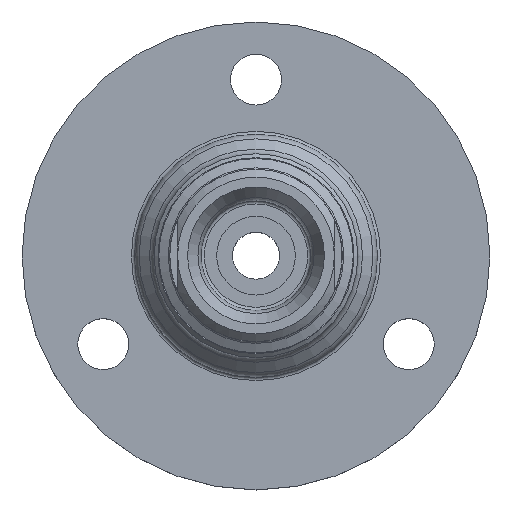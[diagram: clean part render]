
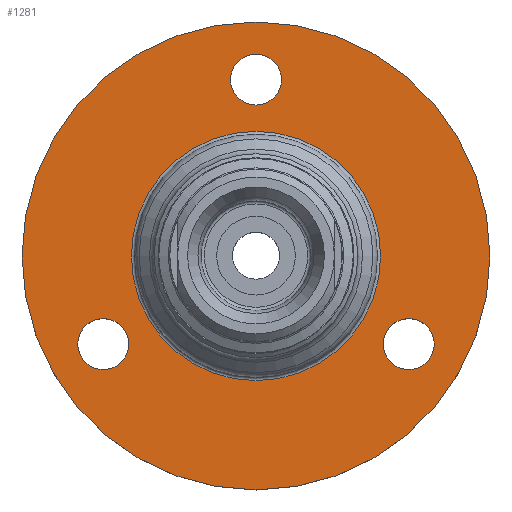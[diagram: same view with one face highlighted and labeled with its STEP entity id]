
A CAD part, top view. The second image highlights one B-rep face of the part: STEP entity #1281.
In plain terms, the highlighted planar face has unit normal (0, 0, 1).
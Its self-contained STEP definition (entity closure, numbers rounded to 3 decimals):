
#269=FACE_BOUND('',#396,.T.);
#270=FACE_BOUND('',#397,.T.);
#271=FACE_BOUND('',#398,.T.);
#272=FACE_BOUND('',#399,.T.);
#314=FACE_OUTER_BOUND('',#395,.T.);
#395=EDGE_LOOP('',(#1004));
#396=EDGE_LOOP('',(#1005));
#397=EDGE_LOOP('',(#1006));
#398=EDGE_LOOP('',(#1007));
#399=EDGE_LOOP('',(#1008));
#489=CIRCLE('',#1403,3.25);
#491=CIRCLE('',#1406,3.25);
#493=CIRCLE('',#1409,3.25);
#508=CIRCLE('',#1431,15.9);
#509=CIRCLE('',#1433,29.85);
#602=VERTEX_POINT('',#2079);
#604=VERTEX_POINT('',#2085);
#606=VERTEX_POINT('',#2091);
#618=VERTEX_POINT('',#2129);
#619=VERTEX_POINT('',#2133);
#735=EDGE_CURVE('',#602,#602,#489,.T.);
#738=EDGE_CURVE('',#604,#604,#491,.T.);
#741=EDGE_CURVE('',#606,#606,#493,.T.);
#760=EDGE_CURVE('',#618,#618,#508,.T.);
#761=EDGE_CURVE('',#619,#619,#509,.T.);
#1004=ORIENTED_EDGE('',*,*,#761,.F.);
#1005=ORIENTED_EDGE('',*,*,#735,.T.);
#1006=ORIENTED_EDGE('',*,*,#738,.T.);
#1007=ORIENTED_EDGE('',*,*,#741,.T.);
#1008=ORIENTED_EDGE('',*,*,#760,.T.);
#1236=PLANE('',#1432);
#1281=ADVANCED_FACE('',(#314,#269,#270,#271,#272),#1236,.T.);
#1403=AXIS2_PLACEMENT_3D('',#2081,#1657,#1658);
#1406=AXIS2_PLACEMENT_3D('',#2087,#1664,#1665);
#1409=AXIS2_PLACEMENT_3D('',#2093,#1671,#1672);
#1431=AXIS2_PLACEMENT_3D('',#2131,#1719,#1720);
#1432=AXIS2_PLACEMENT_3D('',#2132,#1721,#1722);
#1433=AXIS2_PLACEMENT_3D('',#2134,#1723,#1724);
#1657=DIRECTION('center_axis',(0.,0.,
-1.));
#1658=DIRECTION('ref_axis',(-1.,0.,0.));
#1664=DIRECTION('center_axis',(0.,0.,
-1.));
#1665=DIRECTION('ref_axis',(-1.,0.,0.));
#1671=DIRECTION('center_axis',(0.,0.,
-1.));
#1672=DIRECTION('ref_axis',(-1.,0.,0.));
#1719=DIRECTION('center_axis',(0.,0.,
-1.));
#1720=DIRECTION('ref_axis',(0.,-1.,0.));
#1721=DIRECTION('center_axis',(0.,0.,
1.));
#1722=DIRECTION('ref_axis',(1.,0.,0.));
#1723=DIRECTION('center_axis',(0.,0.,
-1.));
#1724=DIRECTION('ref_axis',(0.,-1.,0.));
#2079=CARTESIAN_POINT('',(22.736,-11.25,28.5));
#2081=CARTESIAN_POINT('Origin',(19.486,-11.25,28.5));
#2085=CARTESIAN_POINT('',(3.25,22.5,28.5));
#2087=CARTESIAN_POINT('Origin',(0.,22.5,28.5));
#2091=CARTESIAN_POINT('',(-16.236,-11.25,28.5));
#2093=CARTESIAN_POINT('Origin',(-19.486,-11.25,28.5));
#2129=CARTESIAN_POINT('',(15.9,0.,28.5));
#2131=CARTESIAN_POINT('Origin',(0.,0.,
28.5));
#2132=CARTESIAN_POINT('Origin',(0.,-22.875,
28.5));
#2133=CARTESIAN_POINT('',(0.,29.85,28.5));
#2134=CARTESIAN_POINT('Origin',(0.,0.,
28.5));
